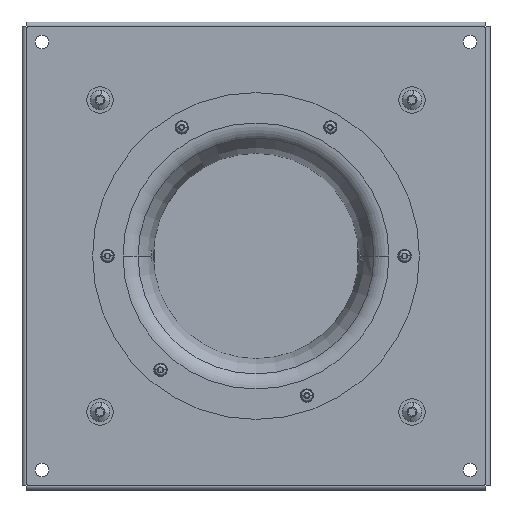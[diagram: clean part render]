
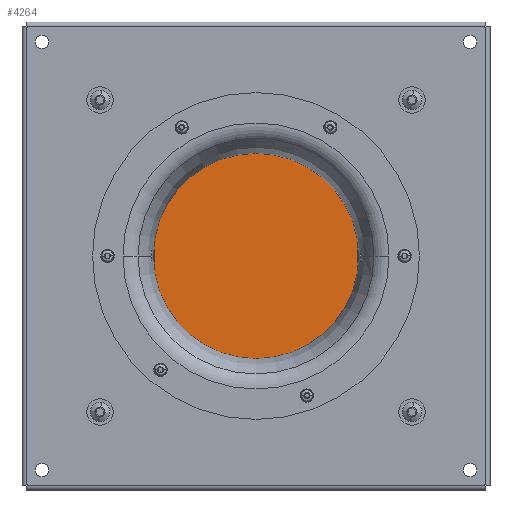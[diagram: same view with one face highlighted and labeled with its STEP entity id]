
A CAD part, front view. The second image highlights one B-rep face of the part: STEP entity #4264.
In plain terms, the highlighted face is planar.
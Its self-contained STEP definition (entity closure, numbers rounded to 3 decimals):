
#3499=CARTESIAN_POINT('',(0.,76.229,0.));
#3500=DIRECTION('',(0.,-1.,0.));
#3501=DIRECTION('',(-1.,0.,0.));
#3502=AXIS2_PLACEMENT_3D('',#3499,#3500,#3501);
#3508=CARTESIAN_POINT('',(0.,76.229,0.));
#3509=DIRECTION('',(0.,1.,0.));
#3510=DIRECTION('',(-1.,0.,0.));
#3511=AXIS2_PLACEMENT_3D('',#3508,#3509,#3510);
#3737=CARTESIAN_POINT('',(-77.545,76.229,0.));
#3739=VERTEX_POINT('',#3737);
#3747=CARTESIAN_POINT('',(77.545,76.229,
0.));
#3749=VERTEX_POINT('',#3747);
#4255=CARTESIAN_POINT('',(0.,76.229,0.));
#4256=DIRECTION('',(0.,-1.,0.));
#4257=DIRECTION('',(-1.,0.,0.));
#4258=AXIS2_PLACEMENT_3D('',#4255,#4256,#4257);
#4259=PLANE('',#4258);
#4260=ORIENTED_EDGE('',*,*,#4248,.F.);
#4261=ORIENTED_EDGE('',*,*,#4237,.T.);
#4262=EDGE_LOOP('',(#4260,#4261));
#4263=FACE_OUTER_BOUND('',#4262,.F.);
#4264=ADVANCED_FACE('',(#4263),#4259,.F.);
#3503=CIRCLE('',#3502,77.545);
#3512=CIRCLE('',#3511,77.545);
#4237=EDGE_CURVE('',#3739,#3749,#3503,.T.);
#4248=EDGE_CURVE('',#3739,#3749,#3512,.T.);
